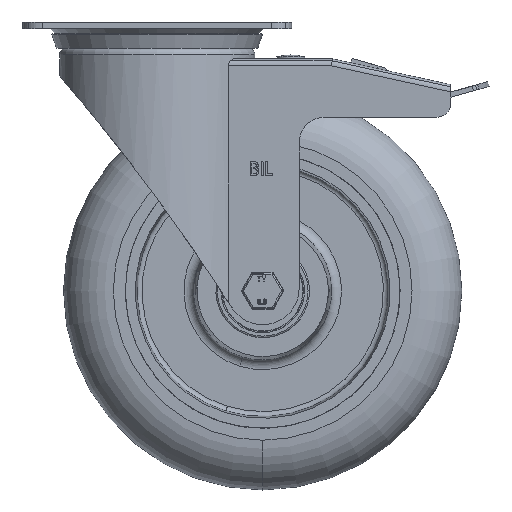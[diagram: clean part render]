
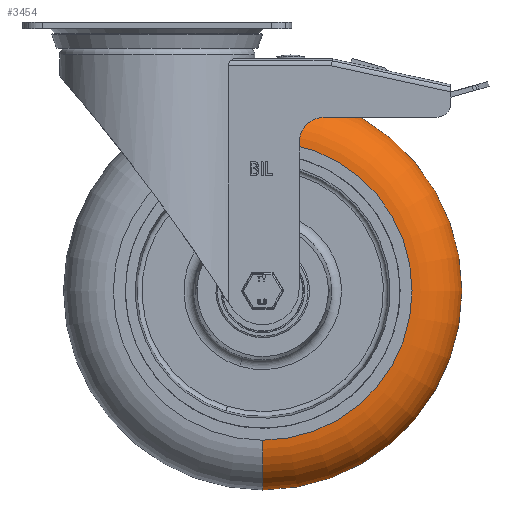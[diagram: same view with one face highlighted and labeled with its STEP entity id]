
A CAD part, front view. The second image highlights one B-rep face of the part: STEP entity #3454.
In plain terms, the highlighted toroidal (fillet/blend) face has major radius 75 mm and minor radius 25 mm.
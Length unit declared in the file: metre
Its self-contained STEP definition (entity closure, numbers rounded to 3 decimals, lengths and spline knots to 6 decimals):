
#3454=ADVANCED_FACE('',(#5117),#5118,.T.);
#5117=FACE_OUTER_BOUND('',#10612,.T.);
#5118=TOROIDAL_SURFACE('',#10613,0.075,0.025);
#10612=EDGE_LOOP('',(#19635,#19636,#19637,#19638));
#10613=AXIS2_PLACEMENT_3D('',#19639,#19640,#19641);
#19635=ORIENTED_EDGE('',*,*,#27775,.F.);
#19636=ORIENTED_EDGE('',*,*,#27776,.T.);
#19637=ORIENTED_EDGE('',*,*,#27777,.T.);
#19638=ORIENTED_EDGE('',*,*,#27778,.T.);
#19639=CARTESIAN_POINT('',(0.,0.,0.));
#19640=DIRECTION('',(0.,1.0,0.));
#19641=DIRECTION('',(0.,0.,-1.0));
#27775=EDGE_CURVE('',#31294,#31295,#31296,.T.);
#27776=EDGE_CURVE('',#31294,#31297,#31298,.T.);
#27777=EDGE_CURVE('',#31297,#31299,#31300,.T.);
#27778=EDGE_CURVE('',#31299,#31295,#31301,.T.);
#31294=VERTEX_POINT('',#38055);
#31295=VERTEX_POINT('',#38056);
#31296=CIRCLE('',#38057,0.1);
#31297=VERTEX_POINT('',#38058);
#31298=CIRCLE('',#38059,0.025);
#31299=VERTEX_POINT('',#38060);
#31300=CIRCLE('',#38061,0.075);
#31301=CIRCLE('',#38062,0.025);
#38055=CARTESIAN_POINT('',(0.,0.,0.1));
#38056=CARTESIAN_POINT('',(0.,0.,-0.1));
#38057=AXIS2_PLACEMENT_3D('',#47504,#47505,#47506);
#38058=CARTESIAN_POINT('',(0.,-0.025,0.075));
#38059=AXIS2_PLACEMENT_3D('',#47507,#47508,#47509);
#38060=CARTESIAN_POINT('',(0.,-0.025,-0.075));
#38061=AXIS2_PLACEMENT_3D('',#47510,#47511,#47512);
#38062=AXIS2_PLACEMENT_3D('',#47513,#47514,#47515);
#47504=CARTESIAN_POINT('',(0.,0.,0.));
#47505=DIRECTION('',(0.,1.0,0.));
#47506=DIRECTION('',(0.0,0.,1.0));
#47507=CARTESIAN_POINT('',(0.,0.,0.075));
#47508=DIRECTION('',(1.0,0.,0.));
#47509=DIRECTION('',(0.,0.,1.0));
#47510=CARTESIAN_POINT('',(0.,-0.025,0.));
#47511=DIRECTION('',(0.,1.0,0.));
#47512=DIRECTION('',(0.,0.,-1.0));
#47513=CARTESIAN_POINT('',(0.,0.,-0.075));
#47514=DIRECTION('',(1.0,0.,0.));
#47515=DIRECTION('',(0.,0.,-1.0));
